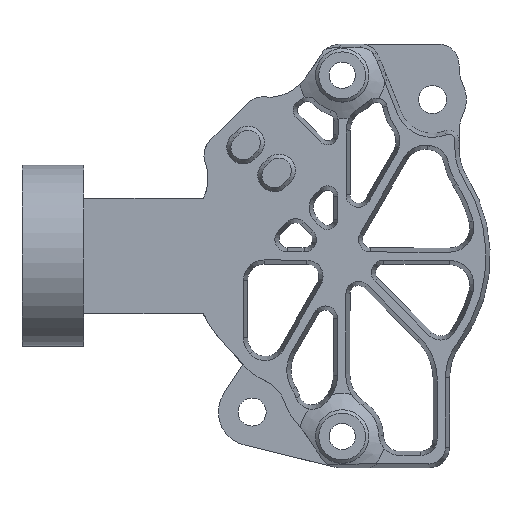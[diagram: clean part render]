
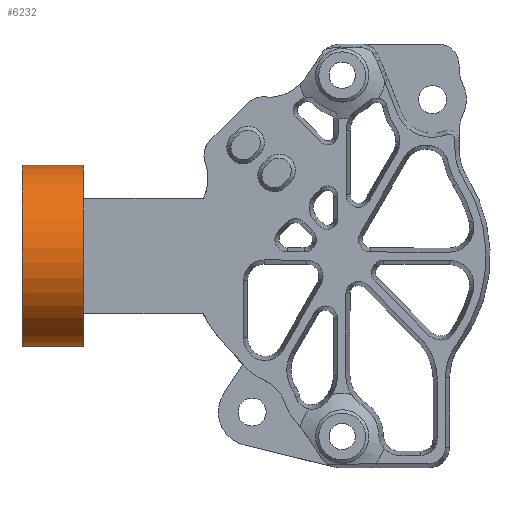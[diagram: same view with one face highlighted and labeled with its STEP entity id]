
A CAD part, top view. The second image highlights one B-rep face of the part: STEP entity #6232.
In plain terms, the highlighted cylindrical face has radius 11 mm (diameter 22 mm), a partial arc.
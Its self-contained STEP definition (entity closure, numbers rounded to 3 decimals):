
#87=(
BOUNDED_CURVE()
B_SPLINE_CURVE(2,(#18903,#18904,#18905),.UNSPECIFIED.,.F.,.F.)
B_SPLINE_CURVE_WITH_KNOTS((3,3),(0.,0.75),.UNSPECIFIED.)
CURVE()
GEOMETRIC_REPRESENTATION_ITEM()
RATIONAL_B_SPLINE_CURVE((1.,1.,1.))
REPRESENTATION_ITEM('')
);
#105=CYLINDRICAL_SURFACE('',#6592,11.);
#254=CIRCLE('',#6574,11.);
#259=CIRCLE('',#6593,11.);
#565=FACE_OUTER_BOUND('',#921,.T.);
#921=EDGE_LOOP('',(#4383,#4384,#4385,#4386));
#1310=LINE('',#18900,#1855);
#1855=VECTOR('',#7283,10.);
#2580=VERTEX_POINT('',#9297);
#2581=VERTEX_POINT('',#9298);
#2613=VERTEX_POINT('',#18899);
#2614=VERTEX_POINT('',#18901);
#3214=EDGE_CURVE('',#2580,#2581,#254,.T.);
#3276=EDGE_CURVE('',#2613,#2581,#1310,.T.);
#3277=EDGE_CURVE('',#2613,#2614,#259,.T.);
#3278=EDGE_CURVE('',#2580,#2614,#87,.T.);
#4383=ORIENTED_EDGE('',*,*,#3276,.F.);
#4384=ORIENTED_EDGE('',*,*,#3277,.T.);
#4385=ORIENTED_EDGE('',*,*,#3278,.F.);
#4386=ORIENTED_EDGE('',*,*,#3214,.T.);
#6232=ADVANCED_FACE('',(#565),#105,.T.);
#6574=AXIS2_PLACEMENT_3D('',#9299,#7242,#7243);
#6592=AXIS2_PLACEMENT_3D('',#18898,#7281,#7282);
#6593=AXIS2_PLACEMENT_3D('',#18902,#7284,#7285);
#7242=DIRECTION('center_axis',(-1.,0.,0.));
#7243=DIRECTION('ref_axis',(0.,0.,-1.));
#7281=DIRECTION('center_axis',(-1.,0.,0.));
#7282=DIRECTION('ref_axis',(0.,0.,
1.));
#7283=DIRECTION('',(1.,0.,0.));
#7284=DIRECTION('center_axis',(1.,0.,0.));
#7285=DIRECTION('ref_axis',(0.,0.,-1.));
#9297=CARTESIAN_POINT('',(-56.333,333.031,-90.452));
#9298=CARTESIAN_POINT('',(-56.333,347.002,-90.462));
#9299=CARTESIAN_POINT('Origin',(-56.333,340.023,-81.96));
#18898=CARTESIAN_POINT('Origin',(-61.833,340.023,-81.96));
#18899=CARTESIAN_POINT('',(-63.833,347.002,-90.462));
#18900=CARTESIAN_POINT('',(-61.833,347.002,-90.462));
#18901=CARTESIAN_POINT('',(-63.833,333.048,-90.466));
#18902=CARTESIAN_POINT('Origin',(-63.833,340.023,-81.96));
#18903=CARTESIAN_POINT('Ctrl Pts',(-56.333,333.031,-90.452));
#18904=CARTESIAN_POINT('Ctrl Pts',(-60.08,333.039,-90.459));
#18905=CARTESIAN_POINT('Ctrl Pts',(-63.833,333.048,-90.466));
